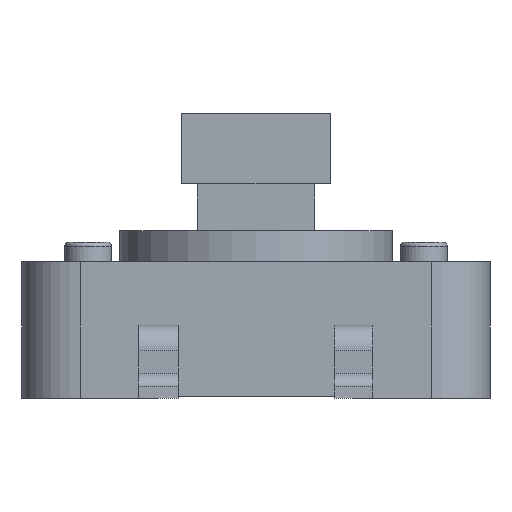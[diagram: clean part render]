
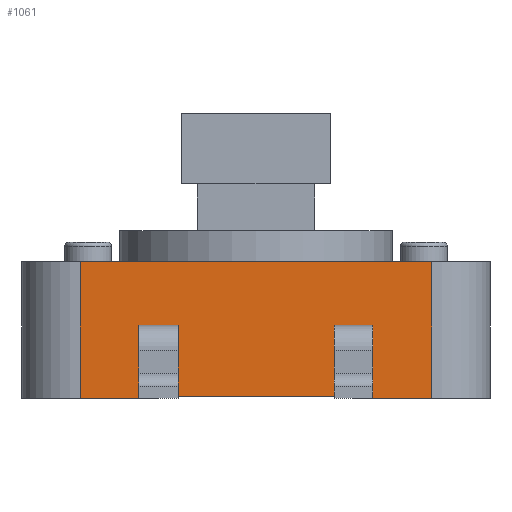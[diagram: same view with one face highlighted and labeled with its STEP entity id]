
A CAD part, left-side view. The second image highlights one B-rep face of the part: STEP entity #1061.
In plain terms, the highlighted planar face has unit normal (-1, 0, 0).
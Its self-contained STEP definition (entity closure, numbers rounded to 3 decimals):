
#1061 = ADVANCED_FACE( '', ( #1949 ), #1950, .F. );
#1949 = FACE_OUTER_BOUND( '', #2775, .T. );
#1950 = PLANE( '', #2776 );
#2775 = EDGE_LOOP( '', ( #4793, #4794, #4795, #4796, #4797, #4798, #4799, #4800 ) );
#2776 = AXIS2_PLACEMENT_3D( '', #4801, #4802, #4803 );
#4793 = ORIENTED_EDGE( '', *, *, #5060, .F. );
#4794 = ORIENTED_EDGE( '', *, *, #5850, .T. );
#4795 = ORIENTED_EDGE( '', *, *, #5267, .T. );
#4796 = ORIENTED_EDGE( '', *, *, #5851, .T. );
#4797 = ORIENTED_EDGE( '', *, *, #5342, .T. );
#4798 = ORIENTED_EDGE( '', *, *, #5689, .T. );
#4799 = ORIENTED_EDGE( '', *, *, #5242, .T. );
#4800 = ORIENTED_EDGE( '', *, *, #5078, .T. );
#4801 = CARTESIAN_POINT( '', ( -6., 6., 1.725 ) );
#4802 = DIRECTION( '', ( 1., 0., 0. ) );
#4803 = DIRECTION( '', ( 0., 1., 0. ) );
#5060 = EDGE_CURVE( '', #5907, #5903, #5909, .T. );
#5078 = EDGE_CURVE( '', #5939, #5903, #5940, .T. );
#5242 = EDGE_CURVE( '', #6221, #5939, #6222, .T. );
#5267 = EDGE_CURVE( '', #6262, #6259, #6263, .T. );
#5342 = EDGE_CURVE( '', #6387, #6385, #6388, .F. );
#5689 = EDGE_CURVE( '', #6385, #6221, #6895, .T. );
#5850 = EDGE_CURVE( '', #5907, #6262, #7084, .T. );
#5851 = EDGE_CURVE( '', #6259, #6387, #7085, .T. );
#5903 = VERTEX_POINT( '', #7144 );
#5907 = VERTEX_POINT( '', #7150 );
#5909 = LINE( '', #7153, #7154 );
#5939 = VERTEX_POINT( '', #7193 );
#5940 = LINE( '', #7194, #7195 );
#6221 = VERTEX_POINT( '', #7583 );
#6222 = LINE( '', #7584, #7585 );
#6259 = VERTEX_POINT( '', #7636 );
#6262 = VERTEX_POINT( '', #7640 );
#6263 = LINE( '', #7641, #7642 );
#6385 = VERTEX_POINT( '', #7808 );
#6387 = VERTEX_POINT( '', #7810 );
#6388 = LINE( '', #7811, #7812 );
#6895 = LINE( '', #8506, #8507 );
#7084 = LINE( '', #8774, #8775 );
#7085 = LINE( '', #8776, #8777 );
#7144 = CARTESIAN_POINT( '', ( -6., 2.5, -1.725 ) );
#7150 = CARTESIAN_POINT( '', ( -6., 2.5, -1.675 ) );
#7153 = CARTESIAN_POINT( '', ( -6., 2.5, -1.675 ) );
#7154 = VECTOR( '', #8832, 1000. );
#7193 = CARTESIAN_POINT( '', ( -6., 4.5, -1.725 ) );
#7194 = CARTESIAN_POINT( '', ( -6., 6., -1.725 ) );
#7195 = VECTOR( '', #8851, 1000. );
#7583 = CARTESIAN_POINT( '', ( -6., 4.5, 1.775 ) );
#7584 = CARTESIAN_POINT( '', ( -6., 4.5, 1.725 ) );
#7585 = VECTOR( '', #9022, 1000. );
#7636 = CARTESIAN_POINT( '', ( -6., -2.5, -1.725 ) );
#7640 = CARTESIAN_POINT( '', ( -6., -2.5, -1.675 ) );
#7641 = CARTESIAN_POINT( '', ( -6., -2.5, -1.675 ) );
#7642 = VECTOR( '', #9047, 1000. );
#7808 = CARTESIAN_POINT( '', ( -6., -4.5, 1.775 ) );
#7810 = CARTESIAN_POINT( '', ( -6., -4.5, -1.725 ) );
#7811 = CARTESIAN_POINT( '', ( -6., -4.5, 1.725 ) );
#7812 = VECTOR( '', #9140, 1000. );
#8506 = CARTESIAN_POINT( '', ( -6., -4.5, 1.775 ) );
#8507 = VECTOR( '', #9526, 1000. );
#8774 = CARTESIAN_POINT( '', ( -6., 2.5, -1.675 ) );
#8775 = VECTOR( '', #9629, 1000. );
#8776 = CARTESIAN_POINT( '', ( -6., 6., -1.725 ) );
#8777 = VECTOR( '', #9630, 1000. );
#8832 = DIRECTION( '', ( 0., 0., -1. ) );
#8851 = DIRECTION( '', ( 0., -1., 0. ) );
#9022 = DIRECTION( '', ( 0., 0., -1. ) );
#9047 = DIRECTION( '', ( 0., 0., -1. ) );
#9140 = DIRECTION( '', ( 0., 0., -1. ) );
#9526 = DIRECTION( '', ( 0., 1., 0. ) );
#9629 = DIRECTION( '', ( 0., -1., 0. ) );
#9630 = DIRECTION( '', ( 0., -1., 0. ) );
